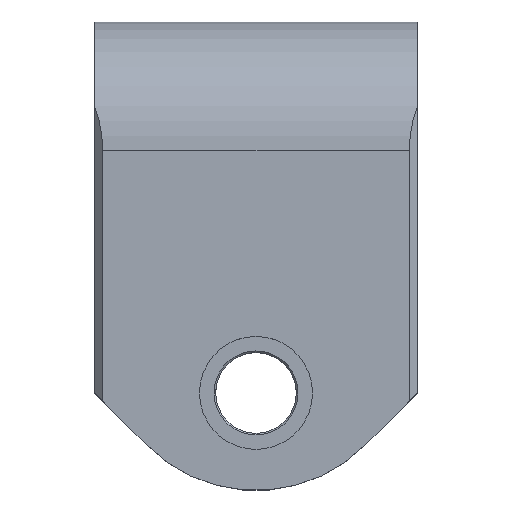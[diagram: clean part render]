
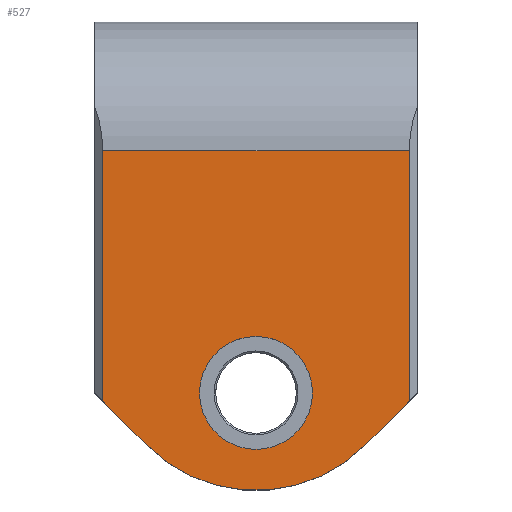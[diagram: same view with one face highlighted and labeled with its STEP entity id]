
A CAD part, top view. The second image highlights one B-rep face of the part: STEP entity #527.
In plain terms, the highlighted planar face has unit normal (0, 0, 1).
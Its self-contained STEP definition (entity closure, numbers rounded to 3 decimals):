
#12 = CARTESIAN_POINT ( 'NONE',  ( 0., -7., 0. ) ) ;
#68 = ORIENTED_EDGE ( 'NONE', *, *, #1965, .T. ) ;
#74 = VERTEX_POINT ( 'NONE', #1696 ) ;
#84 = CARTESIAN_POINT ( 'NONE',  ( 0., 7., 0. ) ) ;
#139 = VECTOR ( 'NONE', #1273, 1000. ) ;
#143 = CARTESIAN_POINT ( 'NONE',  ( 19., 0., 0. ) ) ;
#205 = CARTESIAN_POINT ( 'NONE',  ( -19., 30., 0. ) ) ;
#210 = AXIS2_PLACEMENT_3D ( 'NONE', #84, #2407, #1451 ) ;
#240 = CARTESIAN_POINT ( 'NONE',  ( -19., 0., 0. ) ) ;
#248 = CARTESIAN_POINT ( 'NONE',  ( 0., 7., 0. ) ) ;
#266 = CARTESIAN_POINT ( 'NONE',  ( 0., 0., 0. ) ) ;
#271 = FACE_BOUND ( 'NONE', #1356, .T. ) ;
#281 = CARTESIAN_POINT ( 'NONE',  ( -20., 0., 0. ) ) ;
#333 = VECTOR ( 'NONE', #851, 1000. ) ;
#334 = AXIS2_PLACEMENT_3D ( 'NONE', #1590, #449, #1778 ) ;
#353 = VERTEX_POINT ( 'NONE', #248 ) ;
#449 = DIRECTION ( 'NONE',  ( 0., 0., 1. ) ) ;
#489 = EDGE_CURVE ( 'NONE', #74, #910, #1417, .T. ) ;
#527 = ADVANCED_FACE ( 'NONE', ( #271, #1333 ), #1078, .F. ) ;
#556 = VERTEX_POINT ( 'NONE', #661 ) ;
#656 = EDGE_CURVE ( 'NONE', #556, #910, #1845, .T. ) ;
#661 = CARTESIAN_POINT ( 'NONE',  ( 19., 30., 0. ) ) ;
#666 = ORIENTED_EDGE ( 'NONE', *, *, #1885, .F. ) ;
#809 = ORIENTED_EDGE ( 'NONE', *, *, #2480, .T. ) ;
#851 = DIRECTION ( 'NONE',  ( 0.707, 0.707, 0. ) ) ;
#901 = DIRECTION ( 'NONE',  ( 0., -1., 0. ) ) ;
#904 = CARTESIAN_POINT ( 'NONE',  ( -19., -1., 0. ) ) ;
#910 = VERTEX_POINT ( 'NONE', #1534 ) ;
#921 = CARTESIAN_POINT ( 'NONE',  ( -13.5, -6.5, 0. ) ) ;
#1068 = DIRECTION ( 'NONE',  ( 0., 0., 1. ) ) ;
#1078 = PLANE ( 'NONE',  #210 ) ;
#1221 = DIRECTION ( 'NONE',  ( 0., -1., 0. ) ) ;
#1273 = DIRECTION ( 'NONE',  ( -1., 0., 0. ) ) ;
#1283 = VERTEX_POINT ( 'NONE', #921 ) ;
#1323 = VERTEX_POINT ( 'NONE', #904 ) ;
#1333 = FACE_OUTER_BOUND ( 'NONE', #1502, .T. ) ;
#1356 = EDGE_LOOP ( 'NONE', ( #666, #2129 ) ) ;
#1417 = LINE ( 'NONE', #1794, #333 ) ;
#1437 = LINE ( 'NONE', #240, #2398 ) ;
#1451 = DIRECTION ( 'NONE',  ( -1., 0., 0. ) ) ;
#1452 = DIRECTION ( 'NONE',  ( 0., -1., 0. ) ) ;
#1463 = ORIENTED_EDGE ( 'NONE', *, *, #656, .F. ) ;
#1469 = CARTESIAN_POINT ( 'NONE',  ( 0., 0., 0. ) ) ;
#1502 = EDGE_LOOP ( 'NONE', ( #1463, #68, #2491, #809, #2299, #2267 ) ) ;
#1534 = CARTESIAN_POINT ( 'NONE',  ( 19., -1., 0. ) ) ;
#1546 = CIRCLE ( 'NONE', #334, 19.092 ) ;
#1551 = VERTEX_POINT ( 'NONE', #12 ) ;
#1579 = CIRCLE ( 'NONE', #2086, 7. ) ;
#1590 = CARTESIAN_POINT ( 'NONE',  ( 0., 7., 0. ) ) ;
#1608 = CIRCLE ( 'NONE', #2390, 7. ) ;
#1696 = CARTESIAN_POINT ( 'NONE',  ( 13.5, -6.5, 0. ) ) ;
#1778 = DIRECTION ( 'NONE',  ( -1., 0., 0. ) ) ;
#1794 = CARTESIAN_POINT ( 'NONE',  ( 13.5, -6.5, 0. ) ) ;
#1815 = CARTESIAN_POINT ( 'NONE',  ( -20., 30., 0. ) ) ;
#1833 = VERTEX_POINT ( 'NONE', #205 ) ;
#1843 = DIRECTION ( 'NONE',  ( 0., 0., 1. ) ) ;
#1845 = LINE ( 'NONE', #143, #2441 ) ;
#1885 = EDGE_CURVE ( 'NONE', #1551, #353, #1579, .T. ) ;
#1965 = EDGE_CURVE ( 'NONE', #556, #1833, #2112, .T. ) ;
#1966 = DIRECTION ( 'NONE',  ( 0.707, -0.707, 0. ) ) ;
#1974 = DIRECTION ( 'NONE',  ( 0., -1., 0. ) ) ;
#2012 = EDGE_CURVE ( 'NONE', #353, #1551, #1608, .T. ) ;
#2086 = AXIS2_PLACEMENT_3D ( 'NONE', #1469, #1843, #1452 ) ;
#2112 = LINE ( 'NONE', #1815, #139 ) ;
#2129 = ORIENTED_EDGE ( 'NONE', *, *, #2012, .F. ) ;
#2155 = EDGE_CURVE ( 'NONE', #1833, #1323, #1437, .T. ) ;
#2183 = LINE ( 'NONE', #281, #2377 ) ;
#2189 = EDGE_CURVE ( 'NONE', #1283, #74, #1546, .T. ) ;
#2267 = ORIENTED_EDGE ( 'NONE', *, *, #489, .T. ) ;
#2299 = ORIENTED_EDGE ( 'NONE', *, *, #2189, .T. ) ;
#2377 = VECTOR ( 'NONE', #1966, 1000. ) ;
#2390 = AXIS2_PLACEMENT_3D ( 'NONE', #266, #1068, #1974 ) ;
#2398 = VECTOR ( 'NONE', #1221, 1000. ) ;
#2407 = DIRECTION ( 'NONE',  ( 0., 0., -1. ) ) ;
#2441 = VECTOR ( 'NONE', #901, 1000. ) ;
#2480 = EDGE_CURVE ( 'NONE', #1323, #1283, #2183, .T. ) ;
#2491 = ORIENTED_EDGE ( 'NONE', *, *, #2155, .T. ) ;
